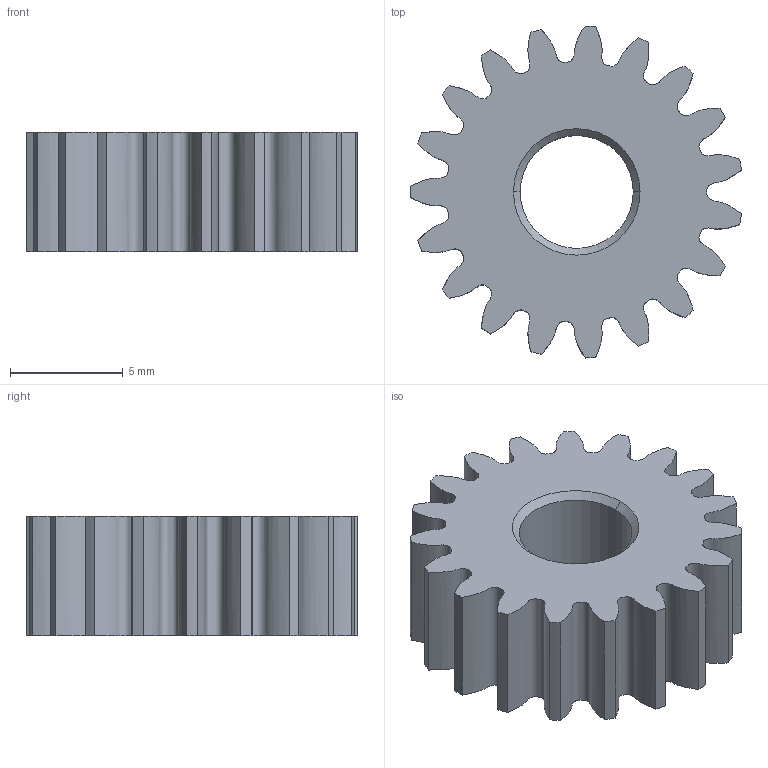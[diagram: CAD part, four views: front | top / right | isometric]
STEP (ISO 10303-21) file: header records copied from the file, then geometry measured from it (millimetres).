
FILE_DESCRIPTION (( 'STEP AP214' ), '1' );
FILE_NAME ('Gear00592.STEP', '2017-09-12T09:02:49', ( '13' ), ( '' ), 'SwSTEP 2.0', 'SolidWorks 2012', '' );
FILE_SCHEMA (( 'AUTOMOTIVE_DESIGN' ));
Length unit declared in the file: millimetre
Products named in the file (1): Gear00592
Bounding box: 14.64 x 14.68 x 5.3 mm (x, y, z)
Volume: 625.4 mm3; surface area: 746.8 mm2
Topology: 1 solids, 1 shells, 46 faces, 128 edges, 84 vertices
Faces by surface type: cylinder 21, bspline 19, cone 4, plane 2
Entity records: 6426 total; most frequent: CARTESIAN_POINT 5294, ORIENTED_EDGE 256, DIRECTION 192, EDGE_CURVE 128, VERTEX_POINT 84, AXIS2_PLACEMENT_3D 74, EDGE_LOOP 48, FACE_OUTER_BOUND 46
